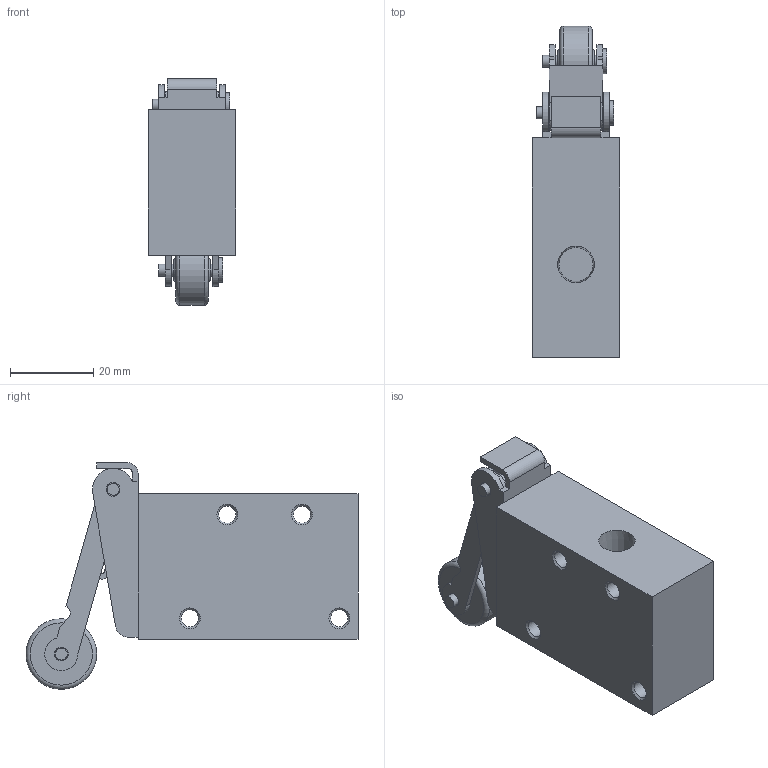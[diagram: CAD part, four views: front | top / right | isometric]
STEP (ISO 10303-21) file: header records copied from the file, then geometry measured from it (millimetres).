
FILE_DESCRIPTION( ( 'STEP AP203' ), '1' );
FILE_NAME( 'MVMC-6A-210-3R1-25.stp', '2020-05-04T14:09:11', ( 'License CC BY-ND 4.0' ), ( 'CADENAS' ), ' ', 'PARTsolutions', ' ' );
FILE_SCHEMA( ( 'CONFIG_CONTROL_DESIGN' ) );
Length unit declared in the file: millimetre
Products named in the file (1): _MVMC-6A-210-3R1-25
Bounding box: 21 x 80 x 54.6 mm (x, y, z)
Volume: 41724.9 mm3; surface area: 14484.5 mm2
Topology: 1 solids, 1 shells, 115 faces, 279 edges, 182 vertices
Faces by surface type: plane 62, cylinder 36, cone 13, torus 3, sphere 1
Full cylindrical faces by diameter (mm): 2.9 x5, 3.3 x4, 4.134 x4, 6 x4, 17 x1
Entity records: 3242 total; most frequent: DIRECTION 568, CARTESIAN_POINT 534, ORIENTED_EDGE 480, EDGE_CURVE 240, AXIS2_PLACEMENT_3D 212, EDGE_LOOP 184, VERTEX_POINT 178, LINE 144
